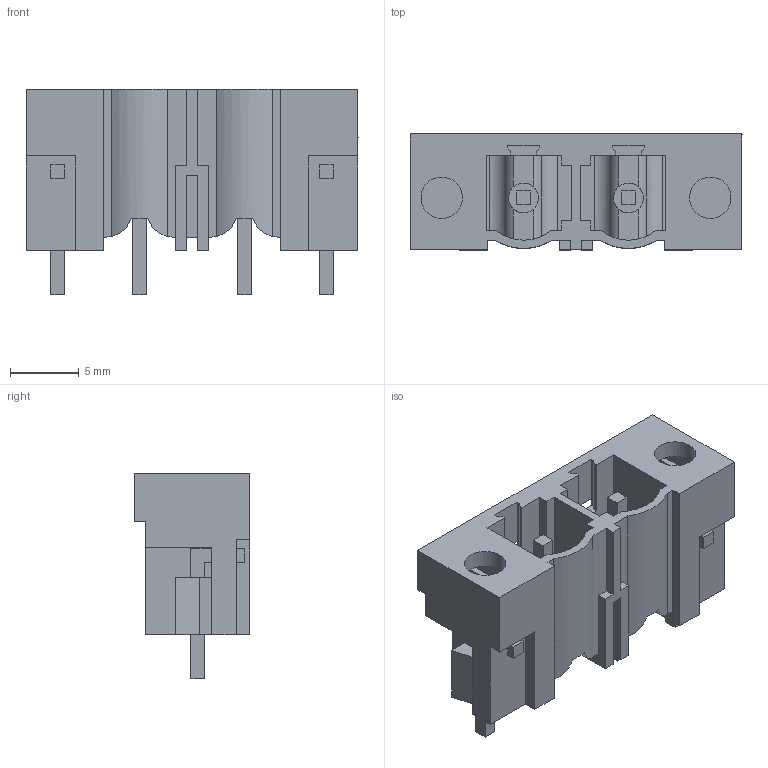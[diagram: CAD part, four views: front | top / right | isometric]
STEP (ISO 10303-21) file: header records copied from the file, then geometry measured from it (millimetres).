
FILE_DESCRIPTION(('CATIA V5 STEP Exchange','CAx-IF Rec.Pracs.--- Model Styling and Organization---1.4--- 2014-01-23'),'2;1');
FILE_NAME ('D1448939_1_1141200000_1141200000.stp','2021-05-20T14:17:37+00:00',('none'),('Weidmueller'),'CATIA Version 5-6 Release 2016 SP3 HF44','CATIA V5 STEP AP214','none');
FILE_SCHEMA(('AUTOMOTIVE_DESIGN { 1 0 10303 214 1 1 1 1 }'));
Length unit declared in the file: millimetre
Products named in the file (1): 1141200000
Bounding box: 24.1 x 8.4 x 14.95 mm (x, y, z)
Volume: 1070.5 mm3; surface area: 2223.3 mm2
Topology: 5 solids, 5 shells, 190 faces, 540 edges, 356 vertices
Faces by surface type: plane 166, cylinder 24
Entity records: 5982 total; most frequent: CARTESIAN_POINT 1127, ORIENTED_EDGE 1080, DIRECTION 853, EDGE_CURVE 540, VECTOR 476, LINE 476, VERTEX_POINT 356, AXIS2_PLACEMENT_3D 214
